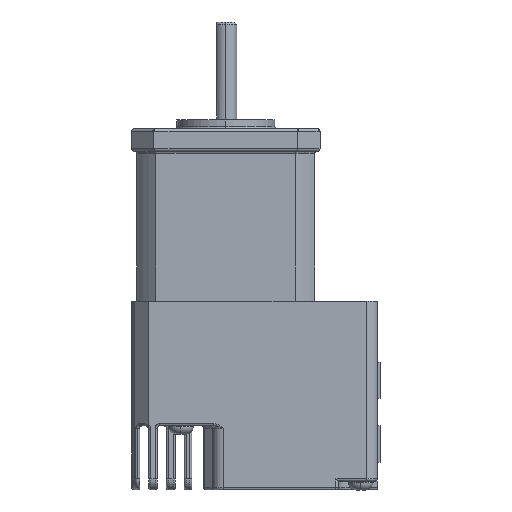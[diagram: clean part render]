
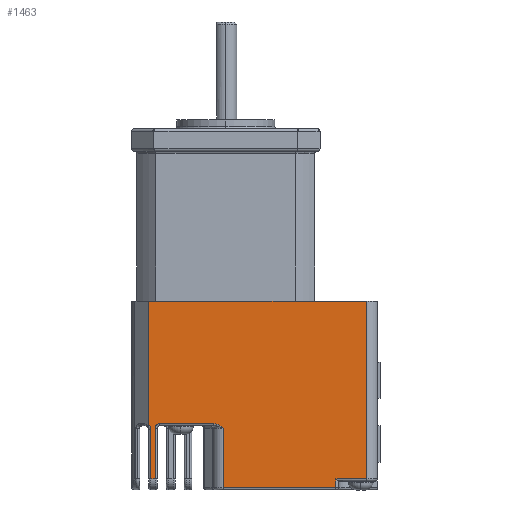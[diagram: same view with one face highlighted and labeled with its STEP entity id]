
A CAD part, left-side view. The second image highlights one B-rep face of the part: STEP entity #1463.
In plain terms, the highlighted planar face has unit normal (-1, 0, 0).
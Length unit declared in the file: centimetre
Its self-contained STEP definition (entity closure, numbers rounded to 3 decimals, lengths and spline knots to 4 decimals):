
#180 = EDGE_CURVE ( 'NONE', #8737, #5765, #15176, .T. ) ;
#281 = DIRECTION ( 'NONE',  ( 1., 0., 0. ) ) ;
#368 = DIRECTION ( 'NONE',  ( 0., 0., 1. ) ) ;
#375 = VECTOR ( 'NONE', #4829, 100. ) ;
#470 = VERTEX_POINT ( 'NONE', #2726 ) ;
#565 = LINE ( 'NONE', #3212, #17203 ) ;
#623 = AXIS2_PLACEMENT_3D ( 'NONE', #1641, #11033, #368 ) ;
#685 = DIRECTION ( 'NONE',  ( 0., 0., 1. ) ) ;
#1029 = CARTESIAN_POINT ( 'NONE',  ( -2.175, -3.155, -3.99 ) ) ;
#1286 = LINE ( 'NONE', #4661, #16886 ) ;
#1369 = CARTESIAN_POINT ( 'NONE',  ( -2.175, 1.585, -2.85 ) ) ;
#1463 = ADVANCED_FACE ( 'NONE', ( #12482 ), #2020, .T. ) ;
#1597 = EDGE_CURVE ( 'NONE', #7516, #12971, #9944, .T. ) ;
#1641 = CARTESIAN_POINT ( 'NONE',  ( -2.175, 1.485, -2.85 ) ) ;
#1679 = CARTESIAN_POINT ( 'NONE',  ( -2.175, -3.155, 0. ) ) ;
#1689 = CIRCLE ( 'NONE', #14396, 0.125 ) ;
#2020 = PLANE ( 'NONE',  #10066 ) ;
#2383 = ORIENTED_EDGE ( 'NONE', *, *, #180, .T. ) ;
#2440 = CARTESIAN_POINT ( 'NONE',  ( -2.175, 0.2666, -2.75 ) ) ;
#2499 = B_SPLINE_CURVE_WITH_KNOTS ( 'NONE', 3,
 ( #2440, #14592, #11755, #11699, #16008, #2503 ),
 .UNSPECIFIED., .F., .F.,
 ( 4, 2, 4 ),
 ( 0., 0.0012, 0.0025 ),
 .UNSPECIFIED. ) ;
#2503 = CARTESIAN_POINT ( 'NONE',  ( -2.175, 0.043, -2.85 ) ) ;
#2513 = EDGE_CURVE ( 'NONE', #12971, #6242, #3134, .T. ) ;
#2673 = VERTEX_POINT ( 'NONE', #16418 ) ;
#2726 = CARTESIAN_POINT ( 'NONE',  ( -2.175, 1.735, -2.775 ) ) ;
#2974 = DIRECTION ( 'NONE',  ( 0., -1., 0. ) ) ;
#3134 = LINE ( 'NONE', #14646, #17030 ) ;
#3212 = CARTESIAN_POINT ( 'NONE',  ( -2.175, -3.405, 0. ) ) ;
#3420 = VECTOR ( 'NONE', #4708, 100. ) ;
#3625 = LINE ( 'NONE', #17350, #6804 ) ;
#3660 = VERTEX_POINT ( 'NONE', #16282 ) ;
#3743 = EDGE_CURVE ( 'NONE', #15339, #17085, #15267, .T. ) ;
#3811 = VECTOR ( 'NONE', #5827, 100. ) ;
#3831 = CARTESIAN_POINT ( 'NONE',  ( -2.175, 1.485, -2.75 ) ) ;
#4012 = LINE ( 'NONE', #12101, #16223 ) ;
#4073 = ORIENTED_EDGE ( 'NONE', *, *, #3743, .T. ) ;
#4339 = EDGE_CURVE ( 'NONE', #2673, #13389, #8475, .T. ) ;
#4417 = CARTESIAN_POINT ( 'NONE',  ( -2.175, 1.685, -3.99 ) ) ;
#4661 = CARTESIAN_POINT ( 'NONE',  ( -2.175, 1.585, -2.85 ) ) ;
#4708 = DIRECTION ( 'NONE',  ( 0., -1., 0. ) ) ;
#4711 = ORIENTED_EDGE ( 'NONE', *, *, #17440, .T. ) ;
#4829 = DIRECTION ( 'NONE',  ( 0., 0., -1. ) ) ;
#5008 = LINE ( 'NONE', #15448, #375 ) ;
#5059 = DIRECTION ( 'NONE',  ( 0., -1., 0. ) ) ;
#5122 = CARTESIAN_POINT ( 'NONE',  ( -2.175, -2.4741, -4.19 ) ) ;
#5255 = CARTESIAN_POINT ( 'NONE',  ( -2.175, 1.735, 0. ) ) ;
#5669 = CARTESIAN_POINT ( 'NONE',  ( -2.175, -3.405, -3.99 ) ) ;
#5765 = VERTEX_POINT ( 'NONE', #10827 ) ;
#5810 = CARTESIAN_POINT ( 'NONE',  ( -2.175, -3.155, 0. ) ) ;
#5827 = DIRECTION ( 'NONE',  ( 0., 0., -1. ) ) ;
#5917 = CARTESIAN_POINT ( 'NONE',  ( -2.175, 1.685, -2.875 ) ) ;
#6008 = DIRECTION ( 'NONE',  ( 0., 0., 1. ) ) ;
#6063 = VERTEX_POINT ( 'NONE', #7553 ) ;
#6081 = ORIENTED_EDGE ( 'NONE', *, *, #15826, .T. ) ;
#6242 = VERTEX_POINT ( 'NONE', #8016 ) ;
#6729 = EDGE_CURVE ( 'NONE', #5765, #6063, #4012, .T. ) ;
#6804 = VECTOR ( 'NONE', #14588, 100. ) ;
#7141 = VERTEX_POINT ( 'NONE', #5255 ) ;
#7238 = CARTESIAN_POINT ( 'NONE',  ( -2.175, -2.4741, 0. ) ) ;
#7516 = VERTEX_POINT ( 'NONE', #1369 ) ;
#7553 = CARTESIAN_POINT ( 'NONE',  ( -2.175, 1.585, -3.99 ) ) ;
#7954 = LINE ( 'NONE', #7238, #12351 ) ;
#8016 = CARTESIAN_POINT ( 'NONE',  ( -2.175, 0.2666, -2.75 ) ) ;
#8437 = ORIENTED_EDGE ( 'NONE', *, *, #15674, .T. ) ;
#8475 = LINE ( 'NONE', #10082, #3420 ) ;
#8731 = VERTEX_POINT ( 'NONE', #12590 ) ;
#8737 = VERTEX_POINT ( 'NONE', #5917 ) ;
#8851 = DIRECTION ( 'NONE',  ( 0., 0., 1. ) ) ;
#9779 = VECTOR ( 'NONE', #11222, 100. ) ;
#9842 = DIRECTION ( 'NONE',  ( 0., 0., 1. ) ) ;
#9944 = CIRCLE ( 'NONE', #623, 0.1 ) ;
#10066 = AXIS2_PLACEMENT_3D ( 'NONE', #16929, #12746, #8851 ) ;
#10082 = CARTESIAN_POINT ( 'NONE',  ( -2.175, -3.405, -4.19 ) ) ;
#10827 = CARTESIAN_POINT ( 'NONE',  ( -2.175, 1.685, -3.99 ) ) ;
#11033 = DIRECTION ( 'NONE',  ( 1., 0., 0. ) ) ;
#11048 = ORIENTED_EDGE ( 'NONE', *, *, #14388, .F. ) ;
#11222 = DIRECTION ( 'NONE',  ( 0., 0., 1. ) ) ;
#11699 = CARTESIAN_POINT ( 'NONE',  ( -2.175, 0.1108, -2.802 ) ) ;
#11755 = CARTESIAN_POINT ( 'NONE',  ( -2.175, 0.1841, -2.7643 ) ) ;
#11946 = ORIENTED_EDGE ( 'NONE', *, *, #4339, .T. ) ;
#12101 = CARTESIAN_POINT ( 'NONE',  ( -2.175, -3.405, -3.99 ) ) ;
#12272 = EDGE_CURVE ( 'NONE', #470, #8737, #1689, .T. ) ;
#12351 = VECTOR ( 'NONE', #6008, 100. ) ;
#12482 = FACE_OUTER_BOUND ( 'NONE', #13598, .T. ) ;
#12590 = CARTESIAN_POINT ( 'NONE',  ( -2.175, -2.4741, -3.99 ) ) ;
#12746 = DIRECTION ( 'NONE',  ( -1., 0., 0. ) ) ;
#12855 = DIRECTION ( 'NONE',  ( 0., 1., 0. ) ) ;
#12971 = VERTEX_POINT ( 'NONE', #3831 ) ;
#13297 = ORIENTED_EDGE ( 'NONE', *, *, #6729, .T. ) ;
#13389 = VERTEX_POINT ( 'NONE', #5122 ) ;
#13407 = LINE ( 'NONE', #5669, #14909 ) ;
#13412 = ORIENTED_EDGE ( 'NONE', *, *, #12272, .T. ) ;
#13598 = EDGE_LOOP ( 'NONE', ( #15617, #8437, #4073, #6081, #11048, #13412, #2383, #13297, #17207, #16732, #15093, #15840, #4711, #11946 ) ) ;
#14125 = EDGE_CURVE ( 'NONE', #6063, #7516, #1286, .T. ) ;
#14388 = EDGE_CURVE ( 'NONE', #470, #7141, #3625, .T. ) ;
#14396 = AXIS2_PLACEMENT_3D ( 'NONE', #15153, #281, #9842 ) ;
#14588 = DIRECTION ( 'NONE',  ( 0., 0., 1. ) ) ;
#14592 = CARTESIAN_POINT ( 'NONE',  ( -2.175, 0.2245, -2.75 ) ) ;
#14646 = CARTESIAN_POINT ( 'NONE',  ( -2.175, 0.043, -2.75 ) ) ;
#14909 = VECTOR ( 'NONE', #2974, 100. ) ;
#15093 = ORIENTED_EDGE ( 'NONE', *, *, #2513, .T. ) ;
#15153 = CARTESIAN_POINT ( 'NONE',  ( -2.175, 1.81, -2.875 ) ) ;
#15176 = LINE ( 'NONE', #4417, #3811 ) ;
#15267 = LINE ( 'NONE', #5810, #9779 ) ;
#15339 = VERTEX_POINT ( 'NONE', #1029 ) ;
#15372 = EDGE_CURVE ( 'NONE', #6242, #3660, #2499, .T. ) ;
#15448 = CARTESIAN_POINT ( 'NONE',  ( -2.175, 0.043, 0. ) ) ;
#15617 = ORIENTED_EDGE ( 'NONE', *, *, #17234, .T. ) ;
#15674 = EDGE_CURVE ( 'NONE', #8731, #15339, #13407, .T. ) ;
#15826 = EDGE_CURVE ( 'NONE', #17085, #7141, #565, .T. ) ;
#15840 = ORIENTED_EDGE ( 'NONE', *, *, #15372, .T. ) ;
#16008 = CARTESIAN_POINT ( 'NONE',  ( -2.175, 0.0769, -2.826 ) ) ;
#16223 = VECTOR ( 'NONE', #17447, 100. ) ;
#16282 = CARTESIAN_POINT ( 'NONE',  ( -2.175, 0.043, -2.85 ) ) ;
#16418 = CARTESIAN_POINT ( 'NONE',  ( -2.175, 0.043, -4.19 ) ) ;
#16732 = ORIENTED_EDGE ( 'NONE', *, *, #1597, .T. ) ;
#16886 = VECTOR ( 'NONE', #685, 100. ) ;
#16929 = CARTESIAN_POINT ( 'NONE',  ( -2.175, -3.405, 0. ) ) ;
#17030 = VECTOR ( 'NONE', #5059, 100. ) ;
#17085 = VERTEX_POINT ( 'NONE', #1679 ) ;
#17203 = VECTOR ( 'NONE', #12855, 100. ) ;
#17207 = ORIENTED_EDGE ( 'NONE', *, *, #14125, .T. ) ;
#17234 = EDGE_CURVE ( 'NONE', #13389, #8731, #7954, .T. ) ;
#17350 = CARTESIAN_POINT ( 'NONE',  ( -2.175, 1.735, -4.24 ) ) ;
#17440 = EDGE_CURVE ( 'NONE', #3660, #2673, #5008, .T. ) ;
#17447 = DIRECTION ( 'NONE',  ( 0., -1., 0. ) ) ;
